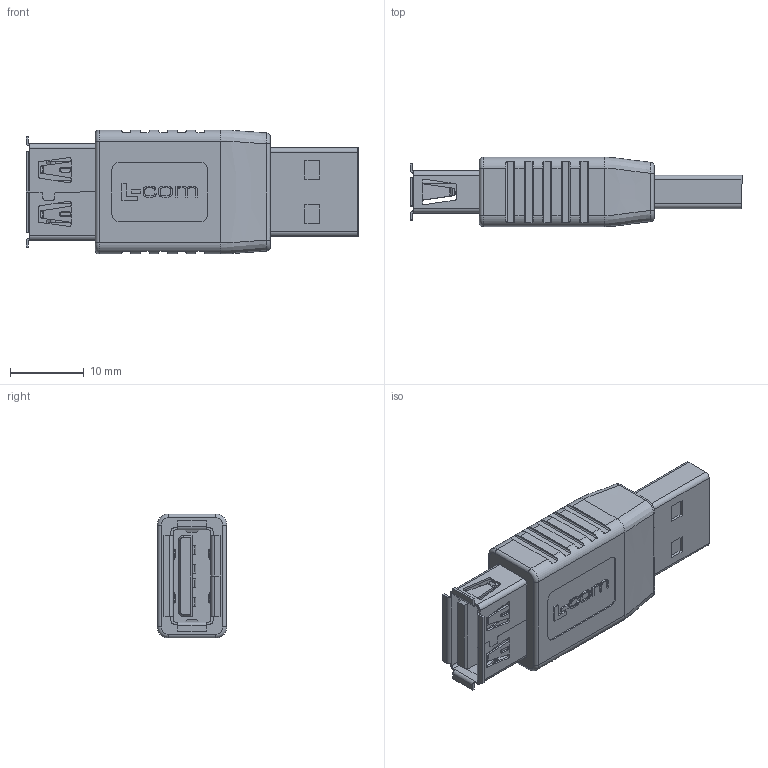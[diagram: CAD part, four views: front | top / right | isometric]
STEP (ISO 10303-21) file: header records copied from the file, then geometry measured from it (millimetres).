
FILE_DESCRIPTION (( 'STEP AP214' ), '1' );
FILE_NAME ('U2C00055.STEP', '2019-01-18T19:58:44', ( '' ), ( '' ), 'SwSTEP 2.0', 'SolidWorks 2017', '' );
FILE_SCHEMA (( 'AUTOMOTIVE_DESIGN' ));
Length unit declared in the file: millimetre
Products named in the file (5): 1AA05-012; 1AA05-069___; MTN-1092; MTN-1093; U2C00055
Assembly tree (4 placements, depth 2):
  U2C00055
    MTN-1093
    MTN-1092
    1AA05-069___
    1AA05-012
Bounding box: 45 x 9.4 x 16.8 mm (x, y, z)
Volume: 5887.7 mm3; surface area: 4880.9 mm2
Topology: 12 solids, 12 shells, 863 faces, 2339 edges, 1509 vertices
Faces by surface type: plane 532, cylinder 235, bspline 48, torus 38, sphere 8, cone 2
Entity records: 28341 total; most frequent: CARTESIAN_POINT 6368, ORIENTED_EDGE 4650, DIRECTION 4231, EDGE_CURVE 2325, VECTOR 1615, LINE 1615, VERTEX_POINT 1509, AXIS2_PLACEMENT_3D 1308
